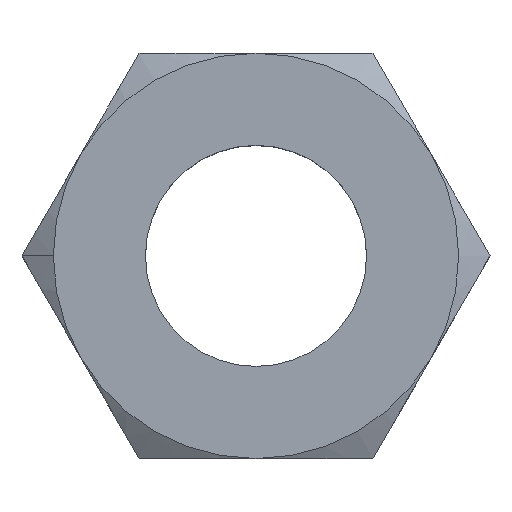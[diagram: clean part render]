
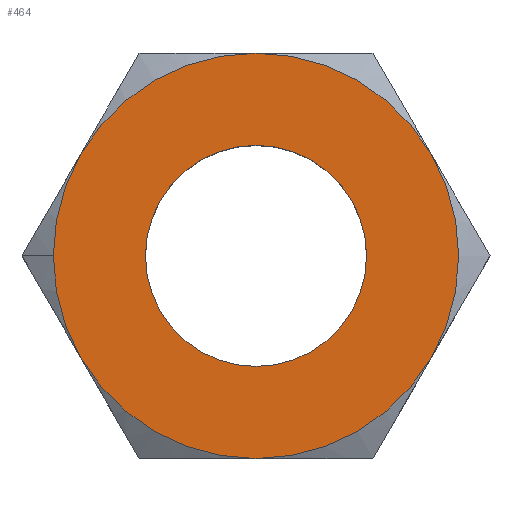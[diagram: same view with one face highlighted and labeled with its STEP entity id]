
A CAD part, top view. The second image highlights one B-rep face of the part: STEP entity #464.
In plain terms, the highlighted planar face has unit normal (0, 0, 1).
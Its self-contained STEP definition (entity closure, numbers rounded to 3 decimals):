
#3 = DIRECTION ( 'NONE',  ( -1., 0., 0. ) ) ;
#13 = DIRECTION ( 'NONE',  ( 0., 0., -1. ) ) ;
#20 = CARTESIAN_POINT ( 'NONE',  ( 0., 0., 0. ) ) ;
#30 = ORIENTED_EDGE ( 'NONE', *, *, #506, .F. ) ;
#45 = AXIS2_PLACEMENT_3D ( 'NONE', #584, #249, #646 ) ;
#51 = EDGE_CURVE ( 'NONE', #88, #197, #538, .T. ) ;
#58 = CIRCLE ( 'NONE', #287, 2.75 ) ;
#72 = EDGE_LOOP ( 'NONE', ( #340, #149, #710, #303, #656, #648, #92 ) ) ;
#74 = CARTESIAN_POINT ( 'NONE',  ( 4.763, -2.75, 0. ) ) ;
#76 = DIRECTION ( 'NONE',  ( 0., 0., 1. ) ) ;
#82 = FACE_BOUND ( 'NONE', #274, .T. ) ;
#88 = VERTEX_POINT ( 'NONE', #154 ) ;
#92 = ORIENTED_EDGE ( 'NONE', *, *, #278, .T. ) ;
#122 = CARTESIAN_POINT ( 'NONE',  ( 0., -2.75, 0. ) ) ;
#125 = CARTESIAN_POINT ( 'NONE',  ( -1.5, 0., 0. ) ) ;
#136 = VERTEX_POINT ( 'NONE', #469 ) ;
#149 = ORIENTED_EDGE ( 'NONE', *, *, #376, .F. ) ;
#150 = CARTESIAN_POINT ( 'NONE',  ( 0., 0., 0. ) ) ;
#154 = CARTESIAN_POINT ( 'NONE',  ( 2.382, -1.375, 0. ) ) ;
#166 = EDGE_CURVE ( 'NONE', #604, #88, #498, .T. ) ;
#181 = CIRCLE ( 'NONE', #478, 2.75 ) ;
#182 = CARTESIAN_POINT ( 'NONE',  ( 0., 0., 0. ) ) ;
#192 = DIRECTION ( 'NONE',  ( 0., 0., 1. ) ) ;
#197 = VERTEX_POINT ( 'NONE', #122 ) ;
#201 = DIRECTION ( 'NONE',  ( -1., 0., 0. ) ) ;
#205 = DIRECTION ( 'NONE',  ( 0., 0., -1. ) ) ;
#214 = DIRECTION ( 'NONE',  ( -1., 0., 0. ) ) ;
#234 = EDGE_CURVE ( 'NONE', #136, #449, #58, .T. ) ;
#242 = CIRCLE ( 'NONE', #545, 1.5 ) ;
#249 = DIRECTION ( 'NONE',  ( 0., 0., -1. ) ) ;
#256 = AXIS2_PLACEMENT_3D ( 'NONE', #693, #291, #645 ) ;
#258 = VERTEX_POINT ( 'NONE', #504 ) ;
#263 = AXIS2_PLACEMENT_3D ( 'NONE', #150, #548, #214 ) ;
#274 = EDGE_LOOP ( 'NONE', ( #495, #30 ) ) ;
#278 = EDGE_CURVE ( 'NONE', #604, #499, #181, .T. ) ;
#287 = AXIS2_PLACEMENT_3D ( 'NONE', #696, #13, #3 ) ;
#291 = DIRECTION ( 'NONE',  ( 0., 0., -1. ) ) ;
#303 = ORIENTED_EDGE ( 'NONE', *, *, #673, .F. ) ;
#340 = ORIENTED_EDGE ( 'NONE', *, *, #491, .F. ) ;
#346 = AXIS2_PLACEMENT_3D ( 'NONE', #471, #589, #542 ) ;
#359 = DIRECTION ( 'NONE',  ( 0., 0., -1. ) ) ;
#376 = EDGE_CURVE ( 'NONE', #449, #258, #576, .T. ) ;
#378 = CARTESIAN_POINT ( 'NONE',  ( 0., 0., 0. ) ) ;
#382 = DIRECTION ( 'NONE',  ( -1., 0., 0. ) ) ;
#389 = CIRCLE ( 'NONE', #263, 2.75 ) ;
#390 = VERTEX_POINT ( 'NONE', #125 ) ;
#420 = CARTESIAN_POINT ( 'NONE',  ( 1.5, 0., 0. ) ) ;
#449 = VERTEX_POINT ( 'NONE', #630 ) ;
#455 = EDGE_CURVE ( 'NONE', #622, #390, #558, .T. ) ;
#459 = AXIS2_PLACEMENT_3D ( 'NONE', #74, #205, #598 ) ;
#464 = ADVANCED_FACE ( 'NONE', ( #82, #540 ), #738, .F. ) ;
#469 = CARTESIAN_POINT ( 'NONE',  ( -2.382, -1.375, 0. ) ) ;
#471 = CARTESIAN_POINT ( 'NONE',  ( 0., 0., 0. ) ) ;
#475 = DIRECTION ( 'NONE',  ( 1., 0., 0. ) ) ;
#478 = AXIS2_PLACEMENT_3D ( 'NONE', #182, #192, #685 ) ;
#479 = CARTESIAN_POINT ( 'NONE',  ( 2.382, 1.375, 0. ) ) ;
#491 = EDGE_CURVE ( 'NONE', #258, #499, #672, .T. ) ;
#495 = ORIENTED_EDGE ( 'NONE', *, *, #455, .F. ) ;
#498 = CIRCLE ( 'NONE', #256, 2.75 ) ;
#499 = VERTEX_POINT ( 'NONE', #593 ) ;
#502 = AXIS2_PLACEMENT_3D ( 'NONE', #709, #359, #201 ) ;
#504 = CARTESIAN_POINT ( 'NONE',  ( -2.382, 1.375, 0. ) ) ;
#506 = EDGE_CURVE ( 'NONE', #390, #622, #242, .T. ) ;
#538 = CIRCLE ( 'NONE', #729, 2.75 ) ;
#540 = FACE_OUTER_BOUND ( 'NONE', #72, .T. ) ;
#542 = DIRECTION ( 'NONE',  ( 1., 0., 0. ) ) ;
#545 = AXIS2_PLACEMENT_3D ( 'NONE', #20, #76, #475 ) ;
#548 = DIRECTION ( 'NONE',  ( 0., 0., -1. ) ) ;
#558 = CIRCLE ( 'NONE', #346, 1.5 ) ;
#576 = CIRCLE ( 'NONE', #45, 2.75 ) ;
#584 = CARTESIAN_POINT ( 'NONE',  ( 0., 0., 0. ) ) ;
#589 = DIRECTION ( 'NONE',  ( 0., 0., 1. ) ) ;
#593 = CARTESIAN_POINT ( 'NONE',  ( 0., 2.75, 0. ) ) ;
#598 = DIRECTION ( 'NONE',  ( -1., 0., 0. ) ) ;
#604 = VERTEX_POINT ( 'NONE', #479 ) ;
#622 = VERTEX_POINT ( 'NONE', #420 ) ;
#630 = CARTESIAN_POINT ( 'NONE',  ( -2.75, 0., 0. ) ) ;
#645 = DIRECTION ( 'NONE',  ( -1., 0., 0. ) ) ;
#646 = DIRECTION ( 'NONE',  ( -1., 0., 0. ) ) ;
#648 = ORIENTED_EDGE ( 'NONE', *, *, #166, .F. ) ;
#656 = ORIENTED_EDGE ( 'NONE', *, *, #51, .F. ) ;
#672 = CIRCLE ( 'NONE', #502, 2.75 ) ;
#673 = EDGE_CURVE ( 'NONE', #197, #136, #389, .T. ) ;
#685 = DIRECTION ( 'NONE',  ( 1., 0., 0. ) ) ;
#693 = CARTESIAN_POINT ( 'NONE',  ( 0., 0., 0. ) ) ;
#696 = CARTESIAN_POINT ( 'NONE',  ( 0., 0., 0. ) ) ;
#709 = CARTESIAN_POINT ( 'NONE',  ( 0., 0., 0. ) ) ;
#710 = ORIENTED_EDGE ( 'NONE', *, *, #234, .F. ) ;
#727 = DIRECTION ( 'NONE',  ( 0., 0., -1. ) ) ;
#729 = AXIS2_PLACEMENT_3D ( 'NONE', #378, #727, #382 ) ;
#738 = PLANE ( 'NONE',  #459 ) ;
